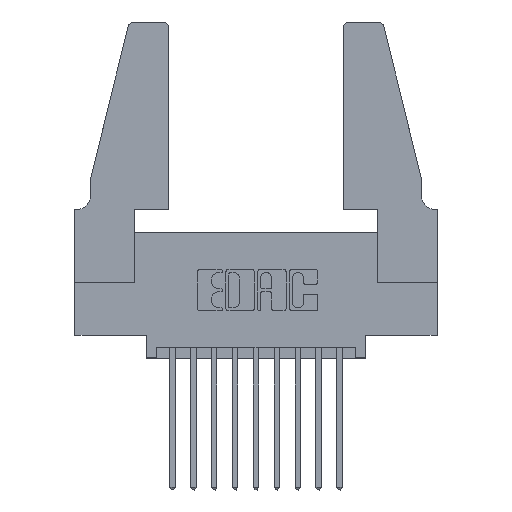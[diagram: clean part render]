
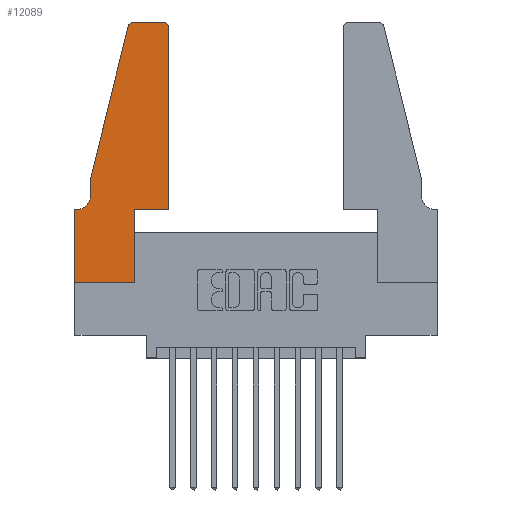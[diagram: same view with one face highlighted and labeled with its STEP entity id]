
A CAD part, top view. The second image highlights one B-rep face of the part: STEP entity #12089.
In plain terms, the highlighted planar face has unit normal (0, 0, 1).
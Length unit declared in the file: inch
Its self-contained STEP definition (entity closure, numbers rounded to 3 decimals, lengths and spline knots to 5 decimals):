
#57 = CARTESIAN_POINT ( 'NONE',  ( 0., 0.35, 0.37 ) ) ;
#67 = ORIENTED_EDGE ( 'NONE', *, *, #7481, .T. ) ;
#232 = CARTESIAN_POINT ( 'NONE',  ( 0.4505, 1.22, 0.37 ) ) ;
#282 = EDGE_CURVE ( 'NONE', #12877, #7043, #5405, .T. ) ;
#307 = VECTOR ( 'NONE', #13245, 39.37008 ) ;
#745 = ORIENTED_EDGE ( 'NONE', *, *, #10711, .T. ) ;
#1329 = CARTESIAN_POINT ( 'NONE',  ( 0., 0., 0.37 ) ) ;
#1422 = VERTEX_POINT ( 'NONE', #5410 ) ;
#1455 = DIRECTION ( 'NONE',  ( -1., 0., 0. ) ) ;
#1483 = DIRECTION ( 'NONE',  ( 0., 0., 1. ) ) ;
#1597 = DIRECTION ( 'NONE',  ( 1., 0., 0. ) ) ;
#1602 = EDGE_CURVE ( 'NONE', #13493, #5507, #4662, .T. ) ;
#1636 = ORIENTED_EDGE ( 'NONE', *, *, #6234, .T. ) ;
#1684 = CARTESIAN_POINT ( 'NONE',  ( 0.284, 1.25, 0.37 ) ) ;
#1797 = CARTESIAN_POINT ( 'NONE',  ( 0.4505, 0.35, 0.37 ) ) ;
#2264 = VECTOR ( 'NONE', #8958, 39.37008 ) ;
#2520 = VECTOR ( 'NONE', #6675, 39.37008 ) ;
#2589 = CARTESIAN_POINT ( 'NONE',  ( 0., 0., 0.37 ) ) ;
#2631 = CARTESIAN_POINT ( 'NONE',  ( 0.0055, 0.42, 0.37 ) ) ;
#2671 = ORIENTED_EDGE ( 'NONE', *, *, #12764, .T. ) ;
#2685 = VECTOR ( 'NONE', #2781, 39.37008 ) ;
#2781 = DIRECTION ( 'NONE',  ( -0.239, -0.971, 0. ) ) ;
#2790 = VECTOR ( 'NONE', #4404, 39.37008 ) ;
#3022 = CARTESIAN_POINT ( 'NONE',  ( 0., 0.35, 0.37 ) ) ;
#3039 = VERTEX_POINT ( 'NONE', #1684 ) ;
#3156 = VERTEX_POINT ( 'NONE', #232 ) ;
#3222 = LINE ( 'NONE', #5756, #307 ) ;
#3366 = PLANE ( 'NONE',  #12224 ) ;
#3497 = LINE ( 'NONE', #1797, #5634 ) ;
#3914 = ORIENTED_EDGE ( 'NONE', *, *, #1602, .T. ) ;
#4056 = LINE ( 'NONE', #2589, #6513 ) ;
#4179 = CARTESIAN_POINT ( 'NONE',  ( 0.2865, 0.35, 0.37 ) ) ;
#4253 = DIRECTION ( 'NONE',  ( 0., 0., -1. ) ) ;
#4396 = CIRCLE ( 'NONE', #13402, 0.03 ) ;
#4404 = DIRECTION ( 'NONE',  ( 0., 1., 0. ) ) ;
#4422 = DIRECTION ( 'NONE',  ( 0., 0., 1. ) ) ;
#4643 = EDGE_CURVE ( 'NONE', #3039, #1422, #4396, .T. ) ;
#4662 = LINE ( 'NONE', #7290, #10004 ) ;
#4900 = EDGE_CURVE ( 'NONE', #3156, #7444, #6716, .T. ) ;
#4978 = DIRECTION ( 'NONE',  ( 1., 0., 0. ) ) ;
#5109 = LINE ( 'NONE', #9996, #2264 ) ;
#5128 = DIRECTION ( 'NONE',  ( 0., 0., 1. ) ) ;
#5309 = ORIENTED_EDGE ( 'NONE', *, *, #5374, .T. ) ;
#5374 = EDGE_CURVE ( 'NONE', #12268, #12877, #3222, .T. ) ;
#5405 = CIRCLE ( 'NONE', #8980, 0.07 ) ;
#5410 = CARTESIAN_POINT ( 'NONE',  ( 0.25487, 1.22718, 0.37 ) ) ;
#5507 = VERTEX_POINT ( 'NONE', #10282 ) ;
#5608 = CARTESIAN_POINT ( 'NONE',  ( 0.0755, 0.42, 0.37 ) ) ;
#5634 = VECTOR ( 'NONE', #4978, 39.37008 ) ;
#5644 = VERTEX_POINT ( 'NONE', #3022 ) ;
#5756 = CARTESIAN_POINT ( 'NONE',  ( 0.0755, 0.5, 0.37 ) ) ;
#5933 = ORIENTED_EDGE ( 'NONE', *, *, #11855, .T. ) ;
#6049 = ORIENTED_EDGE ( 'NONE', *, *, #282, .T. ) ;
#6234 = EDGE_CURVE ( 'NONE', #5644, #13493, #4056, .T. ) ;
#6513 = VECTOR ( 'NONE', #11078, 39.37008 ) ;
#6594 = VERTEX_POINT ( 'NONE', #12705 ) ;
#6675 = DIRECTION ( 'NONE',  ( 0., 1., 0. ) ) ;
#6716 = CIRCLE ( 'NONE', #11703, 0.03 ) ;
#7043 = VERTEX_POINT ( 'NONE', #9210 ) ;
#7290 = CARTESIAN_POINT ( 'NONE',  ( 0., 0., 0.37 ) ) ;
#7420 = ORIENTED_EDGE ( 'NONE', *, *, #13744, .T. ) ;
#7444 = VERTEX_POINT ( 'NONE', #8737 ) ;
#7481 = EDGE_CURVE ( 'NONE', #5507, #12627, #13788, .T. ) ;
#7705 = EDGE_CURVE ( 'NONE', #1422, #12268, #8006, .T. ) ;
#7884 = CARTESIAN_POINT ( 'NONE',  ( 0.284, 1.22, 0.37 ) ) ;
#8006 = LINE ( 'NONE', #12348, #2685 ) ;
#8433 = LINE ( 'NONE', #11840, #2790 ) ;
#8737 = CARTESIAN_POINT ( 'NONE',  ( 0.4205, 1.25, 0.37 ) ) ;
#8956 = DIRECTION ( 'NONE',  ( 1., 0., 0. ) ) ;
#8958 = DIRECTION ( 'NONE',  ( -1., 0., 0. ) ) ;
#8980 = AXIS2_PLACEMENT_3D ( 'NONE', #2631, #4253, #1455 ) ;
#9181 = DIRECTION ( 'NONE',  ( -1., 0., 0. ) ) ;
#9210 = CARTESIAN_POINT ( 'NONE',  ( 0.0055, 0.35, 0.37 ) ) ;
#9694 = EDGE_LOOP ( 'NONE', ( #7420, #12056, #13765, #5309, #6049, #5933, #1636, #3914, #67, #745, #2671, #9789 ) ) ;
#9789 = ORIENTED_EDGE ( 'NONE', *, *, #4900, .T. ) ;
#9996 = CARTESIAN_POINT ( 'NONE',  ( 0.0755, 0.35, 0.37 ) ) ;
#10004 = VECTOR ( 'NONE', #1597, 39.37008 ) ;
#10025 = CARTESIAN_POINT ( 'NONE',  ( 0.0755, 0.5, 0.37 ) ) ;
#10282 = CARTESIAN_POINT ( 'NONE',  ( 0.2865, 0., 0.37 ) ) ;
#10711 = EDGE_CURVE ( 'NONE', #12627, #6594, #3497, .T. ) ;
#10891 = LINE ( 'NONE', #11311, #12397 ) ;
#11078 = DIRECTION ( 'NONE',  ( 0., -1., 0. ) ) ;
#11311 = CARTESIAN_POINT ( 'NONE',  ( 0.2605, 1.25, 0.37 ) ) ;
#11491 = CARTESIAN_POINT ( 'NONE',  ( 0.4205, 1.22, 0.37 ) ) ;
#11703 = AXIS2_PLACEMENT_3D ( 'NONE', #11491, #5128, #12574 ) ;
#11840 = CARTESIAN_POINT ( 'NONE',  ( 0.4505, 0.35, 0.37 ) ) ;
#11855 = EDGE_CURVE ( 'NONE', #7043, #5644, #5109, .T. ) ;
#11858 = DIRECTION ( 'NONE',  ( 1., 0., 0. ) ) ;
#11975 = CARTESIAN_POINT ( 'NONE',  ( 0.2865, 0.35, 0.37 ) ) ;
#12056 = ORIENTED_EDGE ( 'NONE', *, *, #4643, .T. ) ;
#12089 = ADVANCED_FACE ( 'NONE', ( #13416 ), #3366, .T. ) ;
#12224 = AXIS2_PLACEMENT_3D ( 'NONE', #57, #4422, #11858 ) ;
#12268 = VERTEX_POINT ( 'NONE', #10025 ) ;
#12348 = CARTESIAN_POINT ( 'NONE',  ( 0.0755, 0.5, 0.37 ) ) ;
#12397 = VECTOR ( 'NONE', #9181, 39.37008 ) ;
#12574 = DIRECTION ( 'NONE',  ( 1., 0., 0. ) ) ;
#12627 = VERTEX_POINT ( 'NONE', #4179 ) ;
#12705 = CARTESIAN_POINT ( 'NONE',  ( 0.4505, 0.35, 0.37 ) ) ;
#12764 = EDGE_CURVE ( 'NONE', #6594, #3156, #8433, .T. ) ;
#12877 = VERTEX_POINT ( 'NONE', #5608 ) ;
#13245 = DIRECTION ( 'NONE',  ( 0., -1., 0. ) ) ;
#13402 = AXIS2_PLACEMENT_3D ( 'NONE', #7884, #1483, #8956 ) ;
#13416 = FACE_OUTER_BOUND ( 'NONE', #9694, .T. ) ;
#13493 = VERTEX_POINT ( 'NONE', #1329 ) ;
#13744 = EDGE_CURVE ( 'NONE', #7444, #3039, #10891, .T. ) ;
#13765 = ORIENTED_EDGE ( 'NONE', *, *, #7705, .T. ) ;
#13788 = LINE ( 'NONE', #11975, #2520 ) ;
